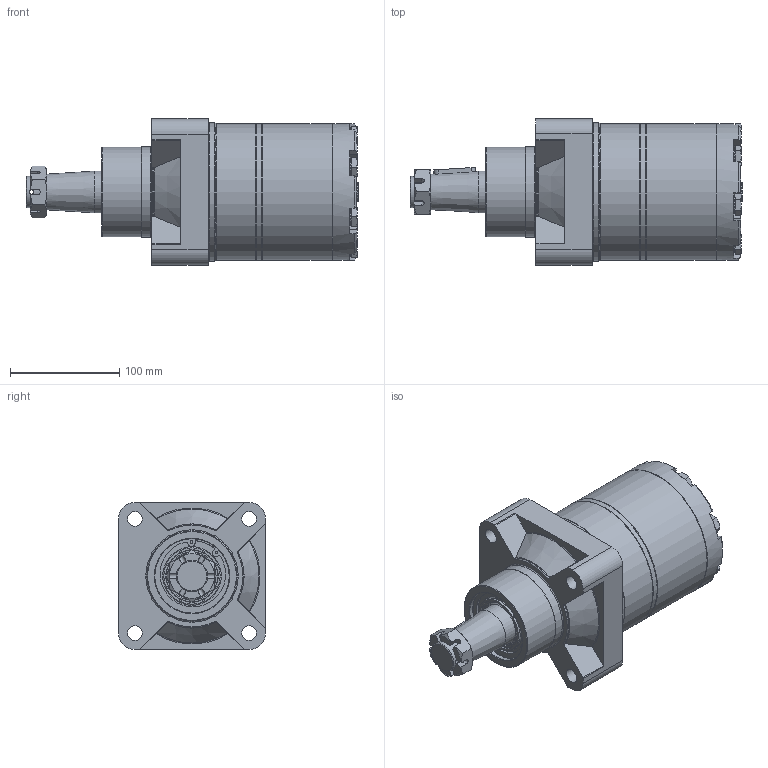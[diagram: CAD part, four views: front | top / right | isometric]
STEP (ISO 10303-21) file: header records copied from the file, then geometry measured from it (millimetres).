
FILE_DESCRIPTION( ( 'STEP AP214' ), '1' );
FILE_NAME( 'HW470T2(EURO).stp', '2019-11-14T10:40:22', ( '' ), ( '' ), ' ', 'PARTsolutions', ' ' );
FILE_SCHEMA( ( 'AUTOMOTIVE_DESIGN { 1 0 10303 214 1 1 1 1 }' ) );
Length unit declared in the file: millimetre
Products named in the file (7): HW470T2(EURO); _HWMF; _HWTSH; _HWF; _HW470D; _HWEC; HI_Hexagon bolt DIN 931-1 M10x800
Assembly tree (12 placements, depth 2):
  HW470T2(EURO)
    _HWMF
    _HWTSH
    _HWF
    _HW470D
    _HWEC
    HI_Hexagon bolt DIN 931-1 M10x800  x7
Bounding box: 303.6 x 134 x 134 mm (x, y, z)
Volume: 2722683.3 mm3; surface area: 297410.1 mm2
Topology: 12 solids, 12 shells, 387 faces, 903 edges, 573 vertices
Faces by surface type: plane 175, cylinder 98, cone 89, torus 25
Full cylindrical faces by diameter (mm): 2 x2, 2.5 x2, 4.4 x1, 10 x7, 10.4 x7, 10.5 x7, 13.5 x4, 16 x7, 18 x1, 18.631 x2, 21 x1, 28.575 x1, 34 x2, 38.1 x1, 44 x1, 48 x1, 51.6 x1, 65 x1, 68 x1, 68.1 x2, 71 x1, 82.2 x1, 82.5 x1, 125 x4, 127 x1
Entity records: 10392 total; most frequent: CARTESIAN_POINT 2059, DIRECTION 1268, ORIENTED_EDGE 1138, EDGE_CURVE 569, AXIS2_PLACEMENT_3D 521, VERTEX_POINT 416, EDGE_LOOP 403, FACE_OUTER_BOUND 325
